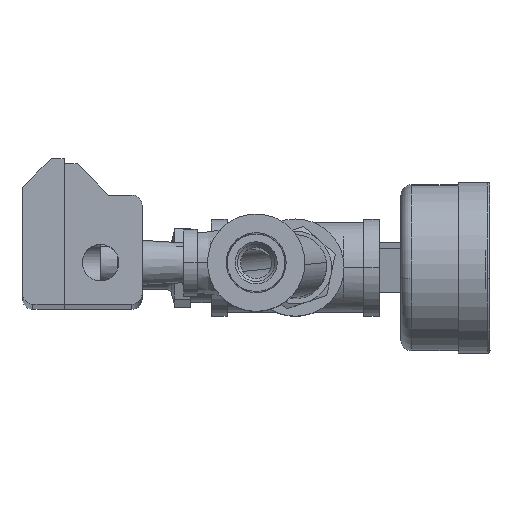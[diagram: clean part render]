
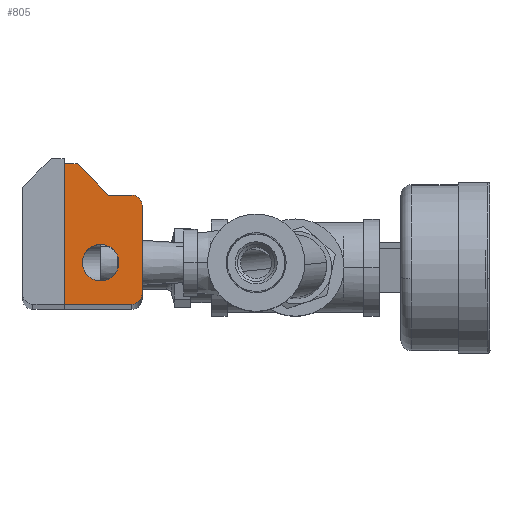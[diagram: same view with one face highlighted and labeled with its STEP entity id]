
A CAD part, top view. The second image highlights one B-rep face of the part: STEP entity #805.
In plain terms, the highlighted planar face has unit normal (0, 0, 1).
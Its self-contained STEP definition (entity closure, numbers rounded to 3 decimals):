
#805=ADVANCED_FACE('',(#2231,#2232),#2233,.F.);
#2231=FACE_OUTER_BOUND('',#5300,.T.);
#2232=FACE_BOUND('',#5301,.T.);
#2233=PLANE('',#5302);
#5300=EDGE_LOOP('',(#10087,#10088,#10089,#10090,#10091,#10092,#10093,#10094));
#5301=EDGE_LOOP('',(#10095,#10096));
#5302=AXIS2_PLACEMENT_3D('',#10097,#10098,#10099);
#10087=ORIENTED_EDGE('',*,*,#13955,.F.);
#10088=ORIENTED_EDGE('',*,*,#13938,.F.);
#10089=ORIENTED_EDGE('',*,*,#13942,.F.);
#10090=ORIENTED_EDGE('',*,*,#13945,.F.);
#10091=ORIENTED_EDGE('',*,*,#13948,.F.);
#10092=ORIENTED_EDGE('',*,*,#13950,.F.);
#10093=ORIENTED_EDGE('',*,*,#13899,.F.);
#10094=ORIENTED_EDGE('',*,*,#13953,.F.);
#10095=ORIENTED_EDGE('',*,*,#13895,.T.);
#10096=ORIENTED_EDGE('',*,*,#13865,.T.);
#10097=CARTESIAN_POINT('',(-12.913,134.759,1930.428));
#10098=DIRECTION('',(0.,0.,-1.0));
#10099=DIRECTION('',(1.0,0.,0.));
#13865=EDGE_CURVE('',#16664,#16661,#16665,.T.);
#13895=EDGE_CURVE('',#16661,#16664,#16712,.T.);
#13899=EDGE_CURVE('',#16717,#16719,#16720,.T.);
#13938=EDGE_CURVE('',#16760,#16762,#16763,.T.);
#13942=EDGE_CURVE('',#16767,#16760,#16769,.T.);
#13945=EDGE_CURVE('',#16772,#16767,#16774,.T.);
#13948=EDGE_CURVE('',#16777,#16772,#16779,.T.);
#13950=EDGE_CURVE('',#16719,#16777,#16781,.T.);
#13953=EDGE_CURVE('',#16784,#16717,#16786,.T.);
#13955=EDGE_CURVE('',#16762,#16784,#16788,.T.);
#16661=VERTEX_POINT('',#22093);
#16664=VERTEX_POINT('',#22097);
#16665=CIRCLE('',#22098,5.588);
#16712=CIRCLE('',#22156,5.588);
#16717=VERTEX_POINT('',#22162);
#16719=VERTEX_POINT('',#22165);
#16720=LINE('',#22166,#22167);
#16760=VERTEX_POINT('',#22209);
#16762=VERTEX_POINT('',#22212);
#16763=LINE('',#22213,#22214);
#16767=VERTEX_POINT('',#22220);
#16769=LINE('',#22223,#22224);
#16772=VERTEX_POINT('',#22228);
#16774=LINE('',#22231,#22232);
#16777=VERTEX_POINT('',#22236);
#16779=LINE('',#22239,#22240);
#16781=CIRCLE('',#22242,3.175);
#16784=VERTEX_POINT('',#22245);
#16786=CIRCLE('',#22248,3.175);
#16788=LINE('',#22251,#22252);
#22093=CARTESIAN_POINT('',(-18.013,127.816,1930.428));
#22097=CARTESIAN_POINT('',(-6.837,127.816,1930.428));
#22098=AXIS2_PLACEMENT_3D('',#26315,#26316,#26317);
#22156=AXIS2_PLACEMENT_3D('',#26383,#26384,#26385);
#22162=CARTESIAN_POINT('',(0.275,145.279,1930.428));
#22165=CARTESIAN_POINT('',(0.275,118.291,1930.428));
#22166=CARTESIAN_POINT('',(0.275,145.279,1930.428));
#22167=VECTOR('',#26391,10.0);
#22209=CARTESIAN_POINT('',(-19.569,157.979,1930.428));
#22212=CARTESIAN_POINT('',(-10.044,148.454,1930.428));
#22213=CARTESIAN_POINT('',(-19.569,157.979,1930.428));
#22214=VECTOR('',#26500,10.0);
#22220=CARTESIAN_POINT('',(-23.537,157.979,1930.428));
#22223=CARTESIAN_POINT('',(-23.537,157.979,1930.428));
#22224=VECTOR('',#26504,10.0);
#22228=CARTESIAN_POINT('',(-23.537,115.116,1930.428));
#22231=CARTESIAN_POINT('',(-23.537,115.116,1930.428));
#22232=VECTOR('',#26507,10.0);
#22236=CARTESIAN_POINT('',(-2.9,115.116,1930.428));
#22239=CARTESIAN_POINT('',(-2.9,115.116,1930.428));
#22240=VECTOR('',#26510,10.0);
#22242=AXIS2_PLACEMENT_3D('',#26514,#26515,#26516);
#22245=CARTESIAN_POINT('',(-2.9,148.454,1930.428));
#22248=AXIS2_PLACEMENT_3D('',#26521,#26522,#26523);
#22251=CARTESIAN_POINT('',(-10.044,148.454,1930.428));
#22252=VECTOR('',#26525,10.0);
#26315=CARTESIAN_POINT('',(-12.425,127.816,1930.428));
#26316=DIRECTION('',(0.,0.,-1.0));
#26317=DIRECTION('',(-1.0,0.,0.));
#26383=CARTESIAN_POINT('',(-12.425,127.816,1930.428));
#26384=DIRECTION('',(0.,0.,-1.0));
#26385=DIRECTION('',(-1.0,0.,0.));
#26391=DIRECTION('',(0.,-1.0,0.));
#26500=DIRECTION('',(0.707,-0.707,0.));
#26504=DIRECTION('',(1.0,0.,0.));
#26507=DIRECTION('',(0.,1.0,0.));
#26510=DIRECTION('',(-1.0,0.,0.));
#26514=CARTESIAN_POINT('',(-2.9,118.291,1930.428));
#26515=DIRECTION('',(0.,0.,-1.0));
#26516=DIRECTION('',(1.0,0.,0.));
#26521=CARTESIAN_POINT('',(-2.9,145.279,1930.428));
#26522=DIRECTION('',(0.,0.,-1.0));
#26523=DIRECTION('',(0.,1.0,0.));
#26525=DIRECTION('',(1.0,0.,0.));
